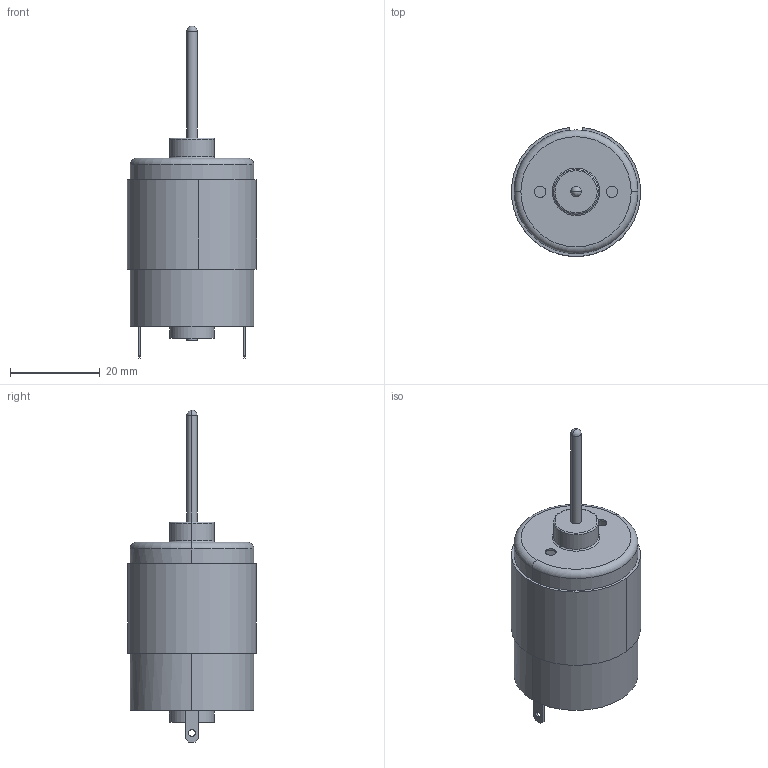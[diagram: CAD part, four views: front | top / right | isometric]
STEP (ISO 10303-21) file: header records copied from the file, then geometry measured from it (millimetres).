
FILE_DESCRIPTION((''),'2;1');
FILE_NAME('RS385_Motor.stp','2008-01-05T18:24:02',('Owner'),(''),'Autodesk Inventor (R) 6.0','Autodesk Inventor (R) 6.0','');
FILE_SCHEMA(('AUTOMOTIVE_DESIGN { 1 0 10303 214 1 1 1 1 }'));
Length unit declared in the file: millimetre
Products named in the file (1): RS385_Motor
Bounding box: 28.78 x 28.76 x 74.05 mm (x, y, z)
Volume: 3761.7 mm3; surface area: 9332.5 mm2
Topology: 1 solids, 1 shells, 83 faces, 203 edges, 131 vertices
Faces by surface type: cylinder 33, plane 31, bspline 11, torus 6, sphere 2
Entity records: 2632 total; most frequent: CARTESIAN_POINT 585, DIRECTION 441, ORIENTED_EDGE 400, EDGE_CURVE 200, AXIS2_PLACEMENT_3D 168, VERTEX_POINT 130, EDGE_LOOP 108, VECTOR 105
